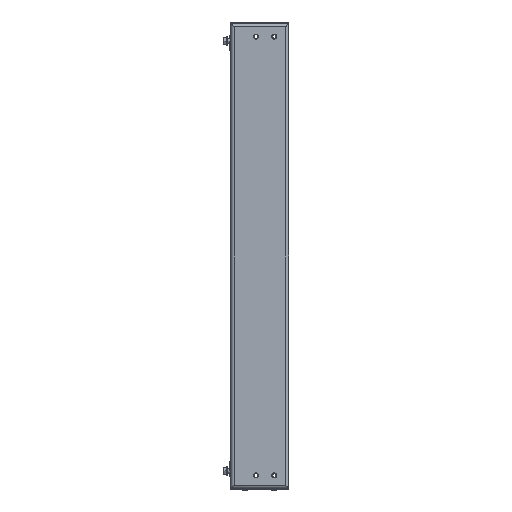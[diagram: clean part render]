
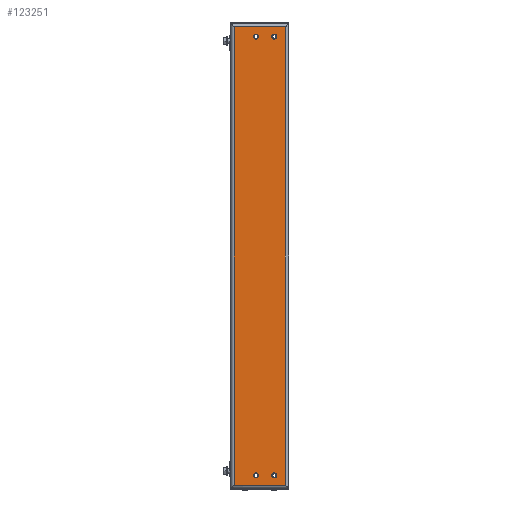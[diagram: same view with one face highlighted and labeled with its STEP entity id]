
A CAD part, left-side view. The second image highlights one B-rep face of the part: STEP entity #123251.
In plain terms, the highlighted planar face has unit normal (-1, 0, 0).
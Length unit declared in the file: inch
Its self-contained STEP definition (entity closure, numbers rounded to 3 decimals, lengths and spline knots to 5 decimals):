
#410 = CARTESIAN_POINT ( 'NONE',  ( -12.125, -1., 31.318 ) ) ;
#3060 = EDGE_CURVE ( 'NONE', #17960, #95105, #57749, .T. ) ;
#5276 = DIRECTION ( 'NONE',  ( 0., 0., 1. ) ) ;
#16076 = VERTEX_POINT ( 'NONE', #133305 ) ;
#17960 = VERTEX_POINT ( 'NONE', #97365 ) ;
#19955 = LINE ( 'NONE', #136448, #56578 ) ;
#22125 = ORIENTED_EDGE ( 'NONE', *, *, #28902, .T. ) ;
#23664 = LINE ( 'NONE', #151624, #45110 ) ;
#28902 = EDGE_CURVE ( 'NONE', #87373, #17960, #23664, .T. ) ;
#29400 = AXIS2_PLACEMENT_3D ( 'NONE', #52603, #125367, #135341 ) ;
#29794 = FACE_BOUND ( 'NONE', #49555, .T. ) ;
#32257 = DIRECTION ( 'NONE',  ( 1., 0., 0. ) ) ;
#37527 = CIRCLE ( 'NONE', #123128, 0.172 ) ;
#40561 = DIRECTION ( 'NONE',  ( -1., 0., 0. ) ) ;
#41304 = FACE_BOUND ( 'NONE', #52315, .T. ) ;
#45110 = VECTOR ( 'NONE', #130935, 39.37008 ) ;
#48858 = EDGE_CURVE ( 'NONE', #53109, #87373, #87455, .T. ) ;
#48990 = DIRECTION ( 'NONE',  ( 1., 0., 0. ) ) ;
#49555 = EDGE_LOOP ( 'NONE', ( #100112 ) ) ;
#52315 = EDGE_LOOP ( 'NONE', ( #57168 ) ) ;
#52603 = CARTESIAN_POINT ( 'NONE',  ( -12.125, 0.25, 31.146 ) ) ;
#52995 = CARTESIAN_POINT ( 'NONE',  ( -12.125, 0.25, 0.896 ) ) ;
#53109 = VERTEX_POINT ( 'NONE', #129624 ) ;
#53552 = FACE_BOUND ( 'NONE', #131316, .T. ) ;
#56399 = VERTEX_POINT ( 'NONE', #410 ) ;
#56578 = VECTOR ( 'NONE', #113451, 39.37008 ) ;
#56999 = CARTESIAN_POINT ( 'NONE',  ( -12.125, 1.76378, 24.042 ) ) ;
#57168 = ORIENTED_EDGE ( 'NONE', *, *, #122426, .T. ) ;
#57749 = LINE ( 'NONE', #56999, #67151 ) ;
#58690 = EDGE_CURVE ( 'NONE', #70184, #70184, #88430, .T. ) ;
#60502 = ORIENTED_EDGE ( 'NONE', *, *, #103009, .T. ) ;
#61571 = CARTESIAN_POINT ( 'NONE',  ( -12.125, -1., 31.146 ) ) ;
#65678 = EDGE_CURVE ( 'NONE', #56399, #56399, #76616, .T. ) ;
#67151 = VECTOR ( 'NONE', #114451, 39.37008 ) ;
#70184 = VERTEX_POINT ( 'NONE', #80183 ) ;
#71590 = DIRECTION ( 'NONE',  ( 0., 0., 1. ) ) ;
#75060 = FACE_OUTER_BOUND ( 'NONE', #121514, .T. ) ;
#76581 = PLANE ( 'NONE',  #112776 ) ;
#76616 = CIRCLE ( 'NONE', #96200, 0.172 ) ;
#80183 = CARTESIAN_POINT ( 'NONE',  ( -12.125, -1., 1.068 ) ) ;
#85767 = EDGE_LOOP ( 'NONE', ( #119297 ) ) ;
#87373 = VERTEX_POINT ( 'NONE', #143244 ) ;
#87455 = LINE ( 'NONE', #122677, #127387 ) ;
#88430 = CIRCLE ( 'NONE', #147131, 0.172 ) ;
#95105 = VERTEX_POINT ( 'NONE', #135304 ) ;
#95536 = CIRCLE ( 'NONE', #29400, 0.172 ) ;
#95726 = DIRECTION ( 'NONE',  ( 0., 0., 1. ) ) ;
#96200 = AXIS2_PLACEMENT_3D ( 'NONE', #61571, #142038, #71590 ) ;
#97365 = CARTESIAN_POINT ( 'NONE',  ( -12.125, 1.76378, 31.80578 ) ) ;
#98035 = CARTESIAN_POINT ( 'NONE',  ( -12.125, 0., 24.042 ) ) ;
#100112 = ORIENTED_EDGE ( 'NONE', *, *, #65678, .T. ) ;
#101993 = VERTEX_POINT ( 'NONE', #139531 ) ;
#103009 = EDGE_CURVE ( 'NONE', #101993, #101993, #37527, .T. ) ;
#107576 = ORIENTED_EDGE ( 'NONE', *, *, #48858, .T. ) ;
#112776 = AXIS2_PLACEMENT_3D ( 'NONE', #98035, #40561, #5276 ) ;
#113451 = DIRECTION ( 'NONE',  ( 0., -1., 0. ) ) ;
#114451 = DIRECTION ( 'NONE',  ( 0., 0., -1. ) ) ;
#119297 = ORIENTED_EDGE ( 'NONE', *, *, #58690, .T. ) ;
#121514 = EDGE_LOOP ( 'NONE', ( #139118, #138409, #107576, #22125 ) ) ;
#122426 = EDGE_CURVE ( 'NONE', #16076, #16076, #95536, .T. ) ;
#122677 = CARTESIAN_POINT ( 'NONE',  ( -12.125, -1.76378, 24.042 ) ) ;
#123128 = AXIS2_PLACEMENT_3D ( 'NONE', #52995, #32257, #123481 ) ;
#123251 = ADVANCED_FACE ( 'NONE', ( #29794, #41304, #147018, #53552, #75060 ), #76581, .T. ) ;
#123481 = DIRECTION ( 'NONE',  ( 0., 0., 1. ) ) ;
#125367 = DIRECTION ( 'NONE',  ( 1., 0., 0. ) ) ;
#127387 = VECTOR ( 'NONE', #135707, 39.37008 ) ;
#129624 = CARTESIAN_POINT ( 'NONE',  ( -12.125, -1.76378, 0.23622 ) ) ;
#130935 = DIRECTION ( 'NONE',  ( 0., 1., 0. ) ) ;
#131316 = EDGE_LOOP ( 'NONE', ( #60502 ) ) ;
#133305 = CARTESIAN_POINT ( 'NONE',  ( -12.125, 0.25, 31.318 ) ) ;
#135304 = CARTESIAN_POINT ( 'NONE',  ( -12.125, 1.76378, 0.23622 ) ) ;
#135341 = DIRECTION ( 'NONE',  ( 0., 0., 1. ) ) ;
#135707 = DIRECTION ( 'NONE',  ( 0., 0., 1. ) ) ;
#136448 = CARTESIAN_POINT ( 'NONE',  ( -12.125, 0., 0.23622 ) ) ;
#138409 = ORIENTED_EDGE ( 'NONE', *, *, #142850, .T. ) ;
#139118 = ORIENTED_EDGE ( 'NONE', *, *, #3060, .T. ) ;
#139531 = CARTESIAN_POINT ( 'NONE',  ( -12.125, 0.25, 1.068 ) ) ;
#142038 = DIRECTION ( 'NONE',  ( 1., 0., 0. ) ) ;
#142850 = EDGE_CURVE ( 'NONE', #95105, #53109, #19955, .T. ) ;
#143174 = CARTESIAN_POINT ( 'NONE',  ( -12.125, -1., 0.896 ) ) ;
#143244 = CARTESIAN_POINT ( 'NONE',  ( -12.125, -1.76378, 31.80578 ) ) ;
#147018 = FACE_BOUND ( 'NONE', #85767, .T. ) ;
#147131 = AXIS2_PLACEMENT_3D ( 'NONE', #143174, #48990, #95726 ) ;
#151624 = CARTESIAN_POINT ( 'NONE',  ( -12.125, 0., 31.80578 ) ) ;
